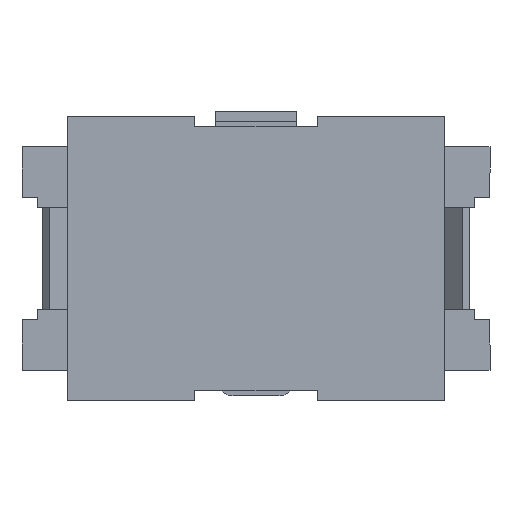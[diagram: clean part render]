
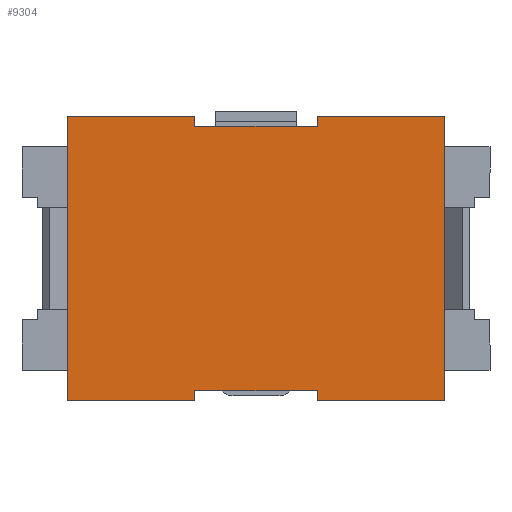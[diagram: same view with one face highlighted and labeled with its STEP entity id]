
A CAD part, front view. The second image highlights one B-rep face of the part: STEP entity #9304.
In plain terms, the highlighted planar face has unit normal (0, -1, 0).
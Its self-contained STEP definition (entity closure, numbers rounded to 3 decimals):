
#21 = CARTESIAN_POINT ( 'NONE',  ( 0., -1.3, -1.3 ) ) ;
#47 = CARTESIAN_POINT ( 'NONE',  ( -0.6, -1.3, -1.3 ) ) ;
#61 = VERTEX_POINT ( 'NONE', #307 ) ;
#75 = DIRECTION ( 'NONE',  ( 1., 0., 0. ) ) ;
#133 = CARTESIAN_POINT ( 'NONE',  ( -0.6, -1.3, -1.3 ) ) ;
#307 = CARTESIAN_POINT ( 'NONE',  ( -0.6, -1.3, -1.4 ) ) ;
#375 = EDGE_CURVE ( 'NONE', #4734, #5024, #3684, .T. ) ;
#662 = ORIENTED_EDGE ( 'NONE', *, *, #3055, .F. ) ;
#736 = CARTESIAN_POINT ( 'NONE',  ( 1.85, -1.3, 1.4 ) ) ;
#774 = CARTESIAN_POINT ( 'NONE',  ( -1.85, -1.3, -1.4 ) ) ;
#803 = ORIENTED_EDGE ( 'NONE', *, *, #9275, .T. ) ;
#986 = LINE ( 'NONE', #21, #6502 ) ;
#999 = LINE ( 'NONE', #1148, #4610 ) ;
#1007 = LINE ( 'NONE', #8865, #4854 ) ;
#1148 = CARTESIAN_POINT ( 'NONE',  ( -0.6, -1.3, 1.3 ) ) ;
#1253 = VERTEX_POINT ( 'NONE', #4912 ) ;
#1269 = VECTOR ( 'NONE', #6233, 1000. ) ;
#1500 = CARTESIAN_POINT ( 'NONE',  ( 1.85, -1.3, -1.4 ) ) ;
#1529 = CARTESIAN_POINT ( 'NONE',  ( 0.6, -1.3, -1.4 ) ) ;
#1538 = VECTOR ( 'NONE', #2444, 1000. ) ;
#1542 = LINE ( 'NONE', #4216, #2239 ) ;
#1750 = VECTOR ( 'NONE', #2156, 1000. ) ;
#1753 = ORIENTED_EDGE ( 'NONE', *, *, #5045, .F. ) ;
#1822 = EDGE_CURVE ( 'NONE', #4084, #4111, #3466, .T. ) ;
#1860 = CARTESIAN_POINT ( 'NONE',  ( -1.85, -1.3, 1.4 ) ) ;
#1907 = CARTESIAN_POINT ( 'NONE',  ( 0., -1.3, 1.3 ) ) ;
#2156 = DIRECTION ( 'NONE',  ( 0., 0., 1. ) ) ;
#2191 = VERTEX_POINT ( 'NONE', #5451 ) ;
#2195 = DIRECTION ( 'NONE',  ( 0., 0., 1. ) ) ;
#2239 = VECTOR ( 'NONE', #9256, 1000. ) ;
#2444 = DIRECTION ( 'NONE',  ( -1., 0., 0. ) ) ;
#2470 = CARTESIAN_POINT ( 'NONE',  ( -1.85, -1.3, -1.4 ) ) ;
#2498 = VERTEX_POINT ( 'NONE', #736 ) ;
#2645 = DIRECTION ( 'NONE',  ( 0., 0., 1. ) ) ;
#2723 = ORIENTED_EDGE ( 'NONE', *, *, #8159, .T. ) ;
#2789 = VERTEX_POINT ( 'NONE', #7540 ) ;
#2909 = ORIENTED_EDGE ( 'NONE', *, *, #1822, .F. ) ;
#3015 = CARTESIAN_POINT ( 'NONE',  ( 0., -1.3, 0. ) ) ;
#3055 = EDGE_CURVE ( 'NONE', #1253, #6124, #6477, .T. ) ;
#3102 = VERTEX_POINT ( 'NONE', #4817 ) ;
#3105 = CARTESIAN_POINT ( 'NONE',  ( -1.85, -1.3, -1.4 ) ) ;
#3149 = ORIENTED_EDGE ( 'NONE', *, *, #4548, .F. ) ;
#3203 = LINE ( 'NONE', #9112, #1269 ) ;
#3218 = AXIS2_PLACEMENT_3D ( 'NONE', #3015, #8023, #3734 ) ;
#3440 = CARTESIAN_POINT ( 'NONE',  ( -1.85, -1.3, -1.4 ) ) ;
#3466 = LINE ( 'NONE', #3105, #1538 ) ;
#3659 = ORIENTED_EDGE ( 'NONE', *, *, #3834, .F. ) ;
#3684 = LINE ( 'NONE', #2470, #1750 ) ;
#3734 = DIRECTION ( 'NONE',  ( 0., 0., 1. ) ) ;
#3834 = EDGE_CURVE ( 'NONE', #5024, #3102, #1542, .T. ) ;
#4084 = VERTEX_POINT ( 'NONE', #1500 ) ;
#4111 = VERTEX_POINT ( 'NONE', #1529 ) ;
#4216 = CARTESIAN_POINT ( 'NONE',  ( -1.85, -1.3, 1.4 ) ) ;
#4349 = CARTESIAN_POINT ( 'NONE',  ( 0.6, -1.3, 1.3 ) ) ;
#4472 = LINE ( 'NONE', #4709, #6373 ) ;
#4548 = EDGE_CURVE ( 'NONE', #2191, #2498, #4472, .T. ) ;
#4552 = DIRECTION ( 'NONE',  ( 0., 0., -1. ) ) ;
#4569 = VECTOR ( 'NONE', #8388, 1000. ) ;
#4597 = FACE_OUTER_BOUND ( 'NONE', #6159, .T. ) ;
#4610 = VECTOR ( 'NONE', #2645, 1000. ) ;
#4709 = CARTESIAN_POINT ( 'NONE',  ( -1.85, -1.3, 1.4 ) ) ;
#4734 = VERTEX_POINT ( 'NONE', #3440 ) ;
#4817 = CARTESIAN_POINT ( 'NONE',  ( -0.6, -1.3, 1.4 ) ) ;
#4854 = VECTOR ( 'NONE', #4552, 1000. ) ;
#4880 = ORIENTED_EDGE ( 'NONE', *, *, #5260, .F. ) ;
#4887 = VERTEX_POINT ( 'NONE', #47 ) ;
#4912 = CARTESIAN_POINT ( 'NONE',  ( -0.6, -1.3, 1.3 ) ) ;
#5024 = VERTEX_POINT ( 'NONE', #1860 ) ;
#5045 = EDGE_CURVE ( 'NONE', #2498, #4084, #3203, .T. ) ;
#5186 = ORIENTED_EDGE ( 'NONE', *, *, #5582, .F. ) ;
#5260 = EDGE_CURVE ( 'NONE', #61, #4734, #5883, .T. ) ;
#5451 = CARTESIAN_POINT ( 'NONE',  ( 0.6, -1.3, 1.4 ) ) ;
#5582 = EDGE_CURVE ( 'NONE', #4887, #61, #6652, .T. ) ;
#5738 = ORIENTED_EDGE ( 'NONE', *, *, #8713, .F. ) ;
#5883 = LINE ( 'NONE', #774, #7574 ) ;
#5886 = DIRECTION ( 'NONE',  ( 0., 0., -1. ) ) ;
#6124 = VERTEX_POINT ( 'NONE', #6503 ) ;
#6159 = EDGE_LOOP ( 'NONE', ( #7097, #2909, #1753, #3149, #5738, #662, #2723, #3659, #6517, #4880, #5186, #803 ) ) ;
#6233 = DIRECTION ( 'NONE',  ( 0., 0., -1. ) ) ;
#6373 = VECTOR ( 'NONE', #9026, 1000. ) ;
#6477 = LINE ( 'NONE', #1907, #4569 ) ;
#6502 = VECTOR ( 'NONE', #75, 1000. ) ;
#6503 = CARTESIAN_POINT ( 'NONE',  ( 0.6, -1.3, 1.3 ) ) ;
#6517 = ORIENTED_EDGE ( 'NONE', *, *, #375, .F. ) ;
#6544 = DIRECTION ( 'NONE',  ( -1., 0., 0. ) ) ;
#6603 = LINE ( 'NONE', #4349, #7622 ) ;
#6652 = LINE ( 'NONE', #133, #8350 ) ;
#7097 = ORIENTED_EDGE ( 'NONE', *, *, #7969, .T. ) ;
#7540 = CARTESIAN_POINT ( 'NONE',  ( 0.6, -1.3, -1.3 ) ) ;
#7574 = VECTOR ( 'NONE', #6544, 1000. ) ;
#7622 = VECTOR ( 'NONE', #2195, 1000. ) ;
#7969 = EDGE_CURVE ( 'NONE', #2789, #4111, #1007, .T. ) ;
#7996 = PLANE ( 'NONE',  #3218 ) ;
#8023 = DIRECTION ( 'NONE',  ( 0., 1., 0. ) ) ;
#8159 = EDGE_CURVE ( 'NONE', #1253, #3102, #999, .T. ) ;
#8350 = VECTOR ( 'NONE', #5886, 1000. ) ;
#8388 = DIRECTION ( 'NONE',  ( 1., 0., 0. ) ) ;
#8713 = EDGE_CURVE ( 'NONE', #6124, #2191, #6603, .T. ) ;
#8865 = CARTESIAN_POINT ( 'NONE',  ( 0.6, -1.3, -1.3 ) ) ;
#9026 = DIRECTION ( 'NONE',  ( 1., 0., 0. ) ) ;
#9112 = CARTESIAN_POINT ( 'NONE',  ( 1.85, -1.3, -1.4 ) ) ;
#9256 = DIRECTION ( 'NONE',  ( 1., 0., 0. ) ) ;
#9275 = EDGE_CURVE ( 'NONE', #4887, #2789, #986, .T. ) ;
#9304 = ADVANCED_FACE ( 'NONE', ( #4597 ), #7996, .F. ) ;
